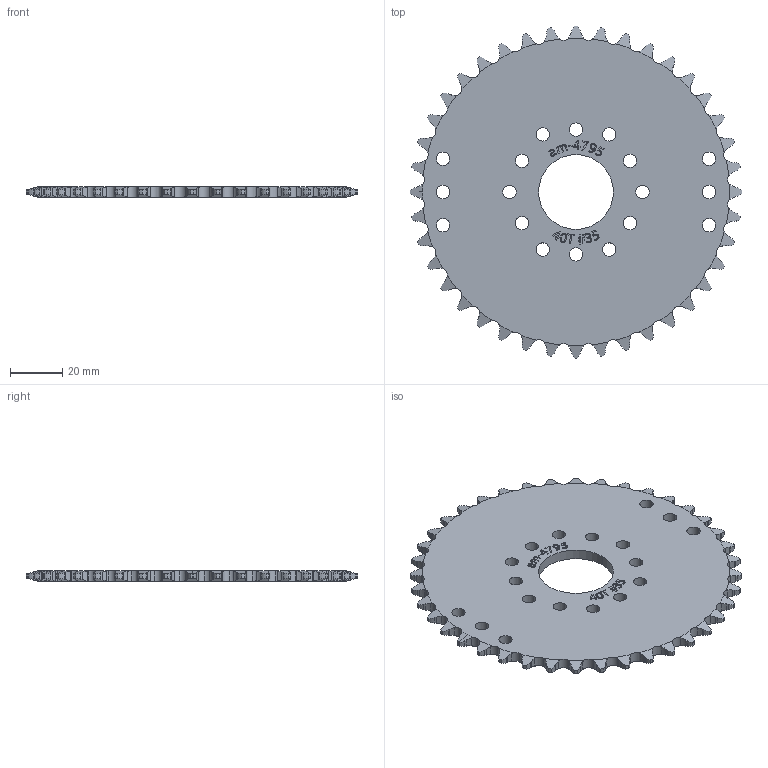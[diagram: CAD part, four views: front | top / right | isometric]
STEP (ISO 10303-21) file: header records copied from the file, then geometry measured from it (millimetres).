
FILE_DESCRIPTION (( 'STEP AP203' ), '1' );
FILE_NAME ('am-4794 40T 35 Chain 1125in Plate.STEP', '2022-08-02T13:42:11', ( '' ), ( '' ), 'SwSTEP 2.0', 'SolidWorks 2022', '' );
FILE_SCHEMA (( 'CONFIG_CONTROL_DESIGN' ));
Length unit declared in the file: inch
Products named in the file (1): am-4794 40T 35 Chain 1125in Plate
Bounding box: 126.83 x 126.83 x 3.99 mm (x, y, z)
Volume: 40936.9 mm3; surface area: 24270.2 mm2
Topology: 1 solids, 1 shells, 694 faces, 2018 edges, 1345 vertices
Faces by surface type: cylinder 303, plane 228, cone 82, bspline 81
Entity records: 27744 total; most frequent: CARTESIAN_POINT 10807, ORIENTED_EDGE 4036, DIRECTION 2749, EDGE_CURVE 2018, VERTEX_POINT 1345, AXIS2_PLACEMENT_3D 951, VECTOR 847, LINE 847
